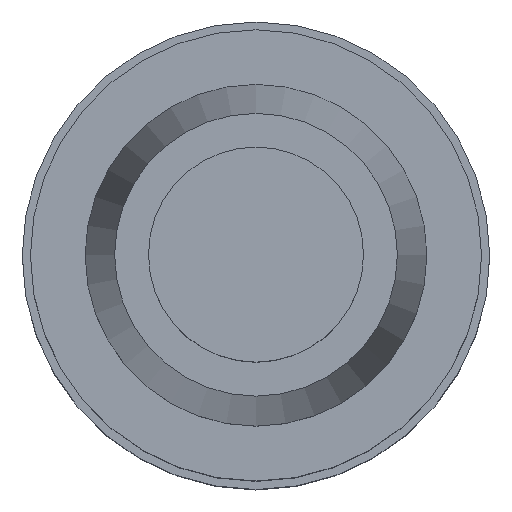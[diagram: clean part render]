
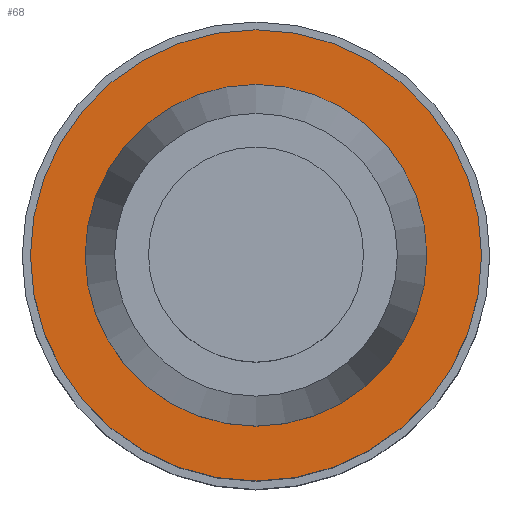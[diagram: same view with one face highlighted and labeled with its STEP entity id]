
A CAD part, top view. The second image highlights one B-rep face of the part: STEP entity #68.
In plain terms, the highlighted free-form (B-spline) face has degree [1, 1] with [2, 2] control points.
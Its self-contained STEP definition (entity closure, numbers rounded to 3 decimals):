
#8 = VERTEX_POINT('', #9);
#9 = CARTESIAN_POINT('', (-9.65, 0., 0.));
#34 = EDGE_CURVE('', #35, #8, #37, .T.);
#35 = VERTEX_POINT('', #36);
#36 = CARTESIAN_POINT('', (9.65, 0., 0.));
#37 = CIRCLE('', #38, 9.65);
#38 = AXIS2_PLACEMENT_3D('', #39, #40, #41);
#39 = CARTESIAN_POINT('', (0., 0., 0.));
#40 = DIRECTION('', (0., 0., 1.));
#41 = DIRECTION('', (1., 0., 0.));
#43 = EDGE_CURVE('', #8, #35, #44, .T.);
#44 = CIRCLE('', #45, 9.65);
#45 = AXIS2_PLACEMENT_3D('', #46, #47, #48);
#46 = CARTESIAN_POINT('', (0., 0., 0.));
#47 = DIRECTION('', (0., 0., 1.));
#48 = DIRECTION('', (1., 0., 0.));
#68 = ADVANCED_FACE('', (#69, #73), #93, .T.);
#69 = FACE_OUTER_BOUND('', #70, .T.);
#70 = EDGE_LOOP('', (#71, #72));
#71 = ORIENTED_EDGE('', *, *, #43, .T.);
#72 = ORIENTED_EDGE('', *, *, #34, .T.);
#73 = FACE_BOUND('', #74, .T.);
#74 = EDGE_LOOP('', (#75, #86));
#75 = ORIENTED_EDGE('', *, *, #76, .F.);
#76 = EDGE_CURVE('', #77, #79, #81, .T.);
#77 = VERTEX_POINT('', #78);
#78 = CARTESIAN_POINT('', (-7.308, 0., 0.));
#79 = VERTEX_POINT('', #80);
#80 = CARTESIAN_POINT('', (7.308, 0., 0.));
#81 = CIRCLE('', #82, 7.308);
#82 = AXIS2_PLACEMENT_3D('', #83, #84, #85);
#83 = CARTESIAN_POINT('', (0., 0., 0.));
#84 = DIRECTION('', (0., 0., 1.));
#85 = DIRECTION('', (1., 0., 0.));
#86 = ORIENTED_EDGE('', *, *, #87, .F.);
#87 = EDGE_CURVE('', #79, #77, #88, .T.);
#88 = CIRCLE('', #89, 7.308);
#89 = AXIS2_PLACEMENT_3D('', #90, #91, #92);
#90 = CARTESIAN_POINT('', (0., 0., 0.));
#91 = DIRECTION('', (0., 0., 1.));
#92 = DIRECTION('', (1., 0., 0.));
#93 = B_SPLINE_SURFACE_WITH_KNOTS('', 1, 1, ((#94, #95), (#96, #97)), .UNSPECIFIED., .F., .F., .U., (2, 2), (2, 2), (-9.651, 9.651), (-2.343, 16.959), .UNSPECIFIED.);
#94 = CARTESIAN_POINT('', (9.651, 9.651, 0.));
#95 = CARTESIAN_POINT('', (9.651, -9.651, 0.));
#96 = CARTESIAN_POINT('', (-9.651, 9.651, 0.));
#97 = CARTESIAN_POINT('', (-9.651, -9.651, 0.));
